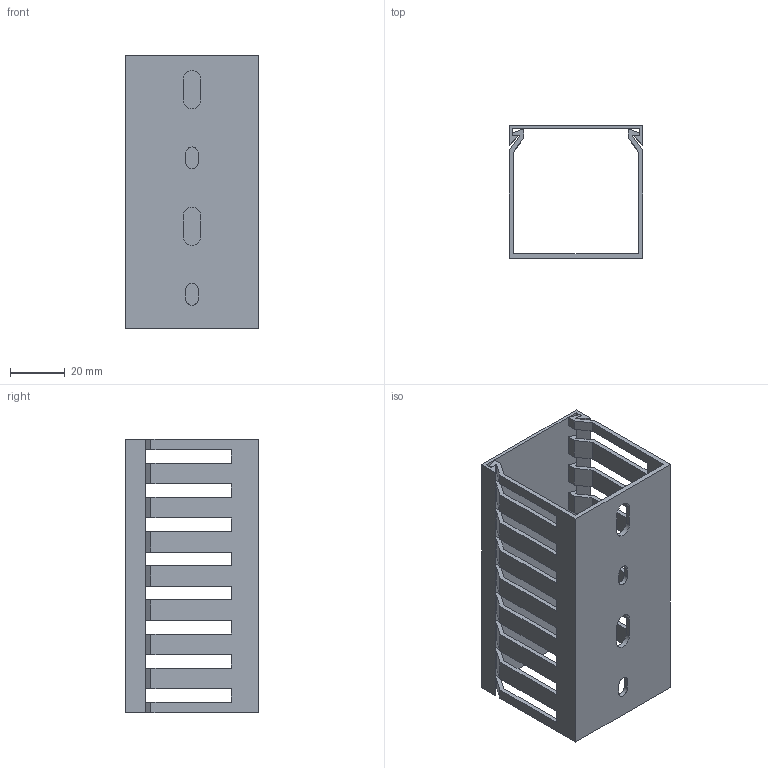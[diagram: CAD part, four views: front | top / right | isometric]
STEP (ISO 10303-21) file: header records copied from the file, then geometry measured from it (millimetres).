
FILE_DESCRIPTION((''),'2;1');
FILE_NAME('DNG5005007030B_ASM','2022-04-06T11:04:36',('pfeiferc'),(''),'CREO PARAMETRIC BY PTC INC, 2021184','CREO PARAMETRIC BY PTC INC, 2021184','');
FILE_SCHEMA(('AUTOMOTIVE_DESIGN { 1 0 10303 214 1 1 1 1 }'));
Length unit declared in the file: millimetre
Products named in the file (3): PROXY_M01479STA; PROXY_41068-M; DNG5005007030B_ASM
Assembly tree (2 placements, depth 2):
  DNG5005007030B_ASM
    PROXY_M01479STA
    PROXY_41068-M
Bounding box: 49 x 48.8 x 100 mm (x, y, z)
Volume: 26460.5 mm3; surface area: 38726.3 mm2
Topology: 2 solids, 2 shells, 192 faces, 564 edges, 376 vertices
Faces by surface type: plane 166, cylinder 26
Entity records: 8621 total; most frequent: CARTESIAN_POINT 1317, DIRECTION 1241, ORIENTED_EDGE 1128, VECTOR 572, LINE 572, EDGE_CURVE 564, VERTEX_POINT 376, AXIS2_PLACEMENT_3D 318
